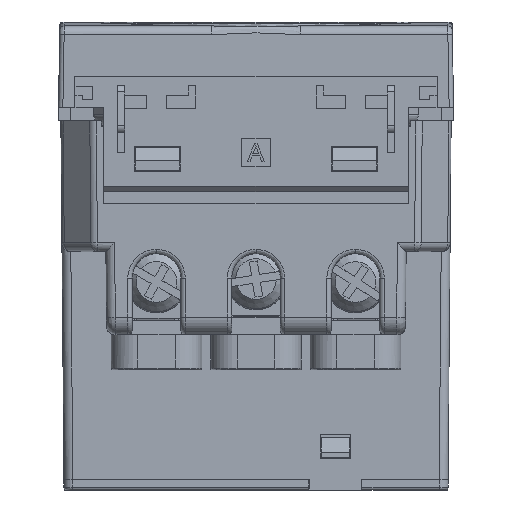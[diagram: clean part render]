
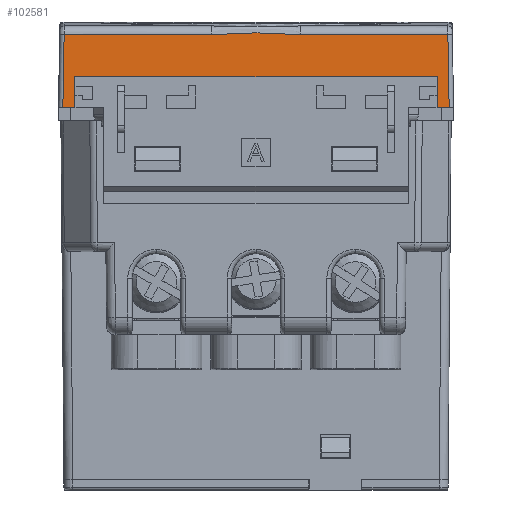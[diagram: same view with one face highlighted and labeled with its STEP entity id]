
A CAD part, front view. The second image highlights one B-rep face of the part: STEP entity #102581.
In plain terms, the highlighted planar face has unit normal (0, -1, 0.018).
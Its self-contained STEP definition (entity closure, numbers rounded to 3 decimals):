
#561 = CARTESIAN_POINT ( 'NONE',  ( -0.844, -22.226, 9.97 ) ) ;
#4165 = VERTEX_POINT ( 'NONE', #72772 ) ;
#6386 = VECTOR ( 'NONE', #23791, 1000. ) ;
#6959 = VERTEX_POINT ( 'NONE', #111727 ) ;
#7329 = CARTESIAN_POINT ( 'NONE',  ( 3.362, -22.229, 9.822 ) ) ;
#8600 = CARTESIAN_POINT ( 'NONE',  ( 5.046, -22.23, 9.767 ) ) ;
#11896 = CARTESIAN_POINT ( 'NONE',  ( -1.684, -22.227, 9.925 ) ) ;
#13746 = VECTOR ( 'NONE', #85791, 1000. ) ;
#13895 = CARTESIAN_POINT ( 'NONE',  ( 0., -22.23, 9.767 ) ) ;
#14447 = CARTESIAN_POINT ( 'NONE',  ( 20.5, -22.313, 5. ) ) ;
#17832 = CARTESIAN_POINT ( 'NONE',  ( 5.046, -22.23, 9.767 ) ) ;
#18162 = VERTEX_POINT ( 'NONE', #14447 ) ;
#18864 = CARTESIAN_POINT ( 'NONE',  ( -21.73, -22.23, 9.767 ) ) ;
#19318 = EDGE_CURVE ( 'NONE', #116859, #6959, #114615, .T. ) ;
#20109 = DIRECTION ( 'NONE',  ( -1., 0., 0. ) ) ;
#20623 = DIRECTION ( 'NONE',  ( -1., 0., 0. ) ) ;
#23255 = AXIS2_PLACEMENT_3D ( 'NONE', #109066, #80137, #41005 ) ;
#23791 = DIRECTION ( 'NONE',  ( -0.017, -0.017, -1. ) ) ;
#27415 = B_SPLINE_CURVE_WITH_KNOTS ( 'NONE', 3,
 ( #17832, #112140, #7329, #106063, #100470, #561, #11896, #42278, #110753, #87237 ),
 .UNSPECIFIED., .F., .F.,
 ( 4, 2, 2, 2, 4 ),
 ( 0., 0.003, 0.005, 0.008, 0.01 ),
 .UNSPECIFIED. ) ;
#29070 = EDGE_CURVE ( 'NONE', #63948, #114173, #80665, .T. ) ;
#29321 = ORIENTED_EDGE ( 'NONE', *, *, #117762, .T. ) ;
#29749 = FACE_OUTER_BOUND ( 'NONE', #39592, .T. ) ;
#34145 = DIRECTION ( 'NONE',  ( -1., 0., 0. ) ) ;
#35425 = CARTESIAN_POINT ( 'NONE',  ( 21.73, -22.23, 9.767 ) ) ;
#36902 = VECTOR ( 'NONE', #38940, 1000. ) ;
#38654 = ORIENTED_EDGE ( 'NONE', *, *, #57994, .T. ) ;
#38856 = CARTESIAN_POINT ( 'NONE',  ( 21.874, -22.374, 1.5 ) ) ;
#38940 = DIRECTION ( 'NONE',  ( -0.017, 0.017, 1. ) ) ;
#39592 = EDGE_LOOP ( 'NONE', ( #57482, #97751, #104786, #38654, #29321, #79979, #43137, #124303, #108748, #103919 ) ) ;
#40686 = DIRECTION ( 'NONE',  ( 1., 0., 0. ) ) ;
#41005 = DIRECTION ( 'NONE',  ( 0., -0.017, -1. ) ) ;
#41825 = PLANE ( 'NONE',  #23255 ) ;
#42278 = CARTESIAN_POINT ( 'NONE',  ( -3.365, -22.229, 9.822 ) ) ;
#43137 = ORIENTED_EDGE ( 'NONE', *, *, #51996, .T. ) ;
#46218 = CARTESIAN_POINT ( 'NONE',  ( -20.5, -22.4, 0. ) ) ;
#48669 = CARTESIAN_POINT ( 'NONE',  ( 21.893, -22.393, 0.382 ) ) ;
#50849 = VERTEX_POINT ( 'NONE', #69182 ) ;
#51996 = EDGE_CURVE ( 'NONE', #109461, #50849, #68161, .T. ) ;
#53458 = VECTOR ( 'NONE', #58889, 1000. ) ;
#54406 = LINE ( 'NONE', #87548, #111589 ) ;
#56463 = LINE ( 'NONE', #58456, #53458 ) ;
#57482 = ORIENTED_EDGE ( 'NONE', *, *, #116390, .F. ) ;
#57493 = EDGE_CURVE ( 'NONE', #116859, #18162, #77469, .T. ) ;
#57994 = EDGE_CURVE ( 'NONE', #114173, #97350, #59397, .T. ) ;
#58456 = CARTESIAN_POINT ( 'NONE',  ( 0., -22.374, 1.5 ) ) ;
#58889 = DIRECTION ( 'NONE',  ( 1., 0., 0. ) ) ;
#59397 = LINE ( 'NONE', #13895, #81877 ) ;
#59855 = VERTEX_POINT ( 'NONE', #118939 ) ;
#60084 = CARTESIAN_POINT ( 'NONE',  ( 0., -22.313, 5. ) ) ;
#62209 = CARTESIAN_POINT ( 'NONE',  ( -21.893, -22.393, 0.382 ) ) ;
#62750 = CARTESIAN_POINT ( 'NONE',  ( -20.5, -22.313, 5. ) ) ;
#63948 = VERTEX_POINT ( 'NONE', #38856 ) ;
#67559 = VECTOR ( 'NONE', #20623, 1000. ) ;
#68161 = LINE ( 'NONE', #62209, #6386 ) ;
#69182 = CARTESIAN_POINT ( 'NONE',  ( -21.874, -22.374, 1.5 ) ) ;
#72772 = CARTESIAN_POINT ( 'NONE',  ( -5.046, -22.23, 9.767 ) ) ;
#74471 = VECTOR ( 'NONE', #40686, 1000. ) ;
#77469 = LINE ( 'NONE', #60084, #74471 ) ;
#78904 = EDGE_CURVE ( 'NONE', #59855, #63948, #56463, .T. ) ;
#79979 = ORIENTED_EDGE ( 'NONE', *, *, #123332, .T. ) ;
#80137 = DIRECTION ( 'NONE',  ( 0., -1., 0.017 ) ) ;
#80665 = LINE ( 'NONE', #48669, #36902 ) ;
#81877 = VECTOR ( 'NONE', #34145, 1000. ) ;
#85791 = DIRECTION ( 'NONE',  ( 0., -0.017, -1. ) ) ;
#87237 = CARTESIAN_POINT ( 'NONE',  ( -5.046, -22.23, 9.767 ) ) ;
#87548 = CARTESIAN_POINT ( 'NONE',  ( 0., -22.374, 1.5 ) ) ;
#93210 = CARTESIAN_POINT ( 'NONE',  ( 20.5, -22.4, 0. ) ) ;
#93237 = LINE ( 'NONE', #106492, #67559 ) ;
#97350 = VERTEX_POINT ( 'NONE', #8600 ) ;
#97751 = ORIENTED_EDGE ( 'NONE', *, *, #78904, .T. ) ;
#98069 = LINE ( 'NONE', #93210, #120553 ) ;
#100470 = CARTESIAN_POINT ( 'NONE',  ( 0.838, -22.226, 9.97 ) ) ;
#102581 = ADVANCED_FACE ( 'NONE', ( #29749 ), #41825, .T. ) ;
#103919 = ORIENTED_EDGE ( 'NONE', *, *, #57493, .T. ) ;
#104786 = ORIENTED_EDGE ( 'NONE', *, *, #29070, .T. ) ;
#106063 = CARTESIAN_POINT ( 'NONE',  ( 1.679, -22.227, 9.925 ) ) ;
#106492 = CARTESIAN_POINT ( 'NONE',  ( 0., -22.23, 9.767 ) ) ;
#108748 = ORIENTED_EDGE ( 'NONE', *, *, #19318, .F. ) ;
#109066 = CARTESIAN_POINT ( 'NONE',  ( 0., -22.4, 0. ) ) ;
#109461 = VERTEX_POINT ( 'NONE', #18864 ) ;
#110753 = CARTESIAN_POINT ( 'NONE',  ( -4.205, -22.23, 9.767 ) ) ;
#111589 = VECTOR ( 'NONE', #20109, 1000. ) ;
#111727 = CARTESIAN_POINT ( 'NONE',  ( -20.5, -22.374, 1.5 ) ) ;
#112140 = CARTESIAN_POINT ( 'NONE',  ( 4.203, -22.23, 9.767 ) ) ;
#112865 = DIRECTION ( 'NONE',  ( 0., 0.017, 1. ) ) ;
#114173 = VERTEX_POINT ( 'NONE', #35425 ) ;
#114615 = LINE ( 'NONE', #46218, #13746 ) ;
#116390 = EDGE_CURVE ( 'NONE', #59855, #18162, #98069, .T. ) ;
#116859 = VERTEX_POINT ( 'NONE', #62750 ) ;
#117762 = EDGE_CURVE ( 'NONE', #97350, #4165, #27415, .T. ) ;
#118939 = CARTESIAN_POINT ( 'NONE',  ( 20.5, -22.374, 1.5 ) ) ;
#120553 = VECTOR ( 'NONE', #112865, 1000. ) ;
#121027 = EDGE_CURVE ( 'NONE', #6959, #50849, #54406, .T. ) ;
#123332 = EDGE_CURVE ( 'NONE', #4165, #109461, #93237, .T. ) ;
#124303 = ORIENTED_EDGE ( 'NONE', *, *, #121027, .F. ) ;
